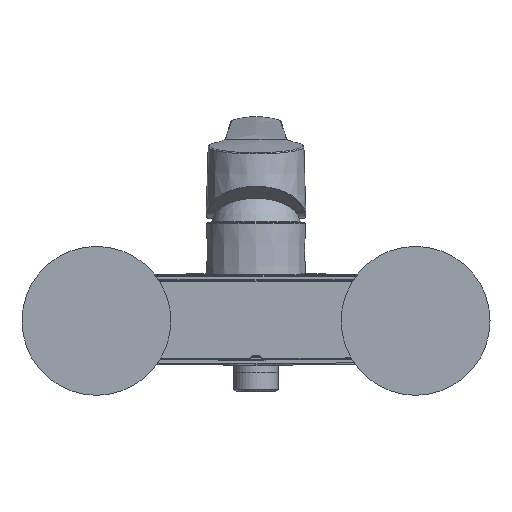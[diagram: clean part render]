
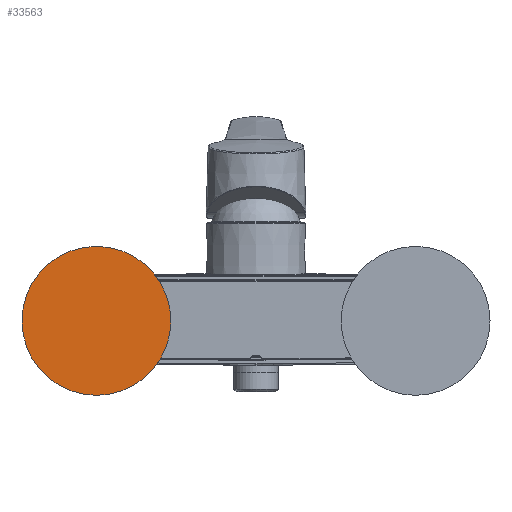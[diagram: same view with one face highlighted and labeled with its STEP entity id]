
A CAD part, left-side view. The second image highlights one B-rep face of the part: STEP entity #33563.
In plain terms, the highlighted planar face has unit normal (-1, 0, 0).
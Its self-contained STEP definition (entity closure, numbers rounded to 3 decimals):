
#8929=PLANE('',#35449);
#10313=ORIENTED_EDGE('',*,*,#20081,.T.);
#20081=EDGE_CURVE('',#25161,#25161,#28638,.T.);
#25161=VERTEX_POINT('',#45955);
#28638=CIRCLE('',#35448,35.);
#29186=EDGE_LOOP('',(#10313));
#31320=FACE_BOUND('',#29186,.T.);
#33563=ADVANCED_FACE('',(#31320),#8929,.T.);
#35448=AXIS2_PLACEMENT_3D('',#45954,#37565,#37566);
#35449=AXIS2_PLACEMENT_3D('',#45956,#37567,#37568);
#37565=DIRECTION('',(-1.,0.,0.));
#37566=DIRECTION('',(0.,0.,-1.));
#37567=DIRECTION('',(-1.,0.,0.));
#37568=DIRECTION('',(0.,0.,1.));
#45954=CARTESIAN_POINT('',(-55.41,75.,-1.091));
#45955=CARTESIAN_POINT('',(-55.41,75.,-36.091));
#45956=CARTESIAN_POINT('',(-55.41,75.,-1.091));
